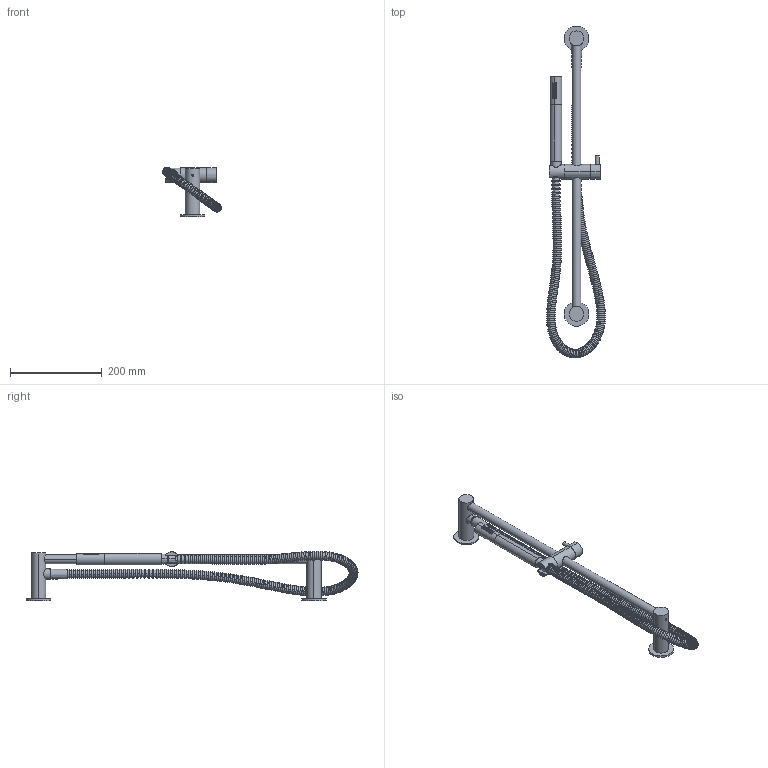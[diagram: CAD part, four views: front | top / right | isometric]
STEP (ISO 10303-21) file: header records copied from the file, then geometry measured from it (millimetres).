
FILE_DESCRIPTION (( 'STEP AP214' ), '1' );
FILE_NAME ('SUSSEX_SCALA_SLHHSR_rail_shower_shell.STEP', '2021-05-13T01:09:49', ( '' ), ( '' ), 'SwSTEP 2.0', 'SolidWorks 2020', '' );
FILE_SCHEMA (( 'AUTOMOTIVE_DESIGN' ));
Length unit declared in the file: millimetre
Products named in the file (1): SUSSEX_SCALA_SLHHSR_rail_shower_shell
Bounding box: 128.27 x 723.02 x 107.77 mm (x, y, z)
Volume: 622305.3 mm3; surface area: 235218.9 mm2
Topology: 12 solids, 14 shells, 1175 faces, 2451 edges, 1626 vertices
Faces by surface type: cylinder 429, plane 407, bspline 307, cone 22, torus 10
Entity records: 139781 total; most frequent: CARTESIAN_POINT 113435, ORIENTED_EDGE 4898, DIRECTION 3892, EDGE_CURVE 2449, VERTEX_POINT 1626, AXIS2_PLACEMENT_3D 1623, EDGE_LOOP 1513, FACE_OUTER_BOUND 1175
